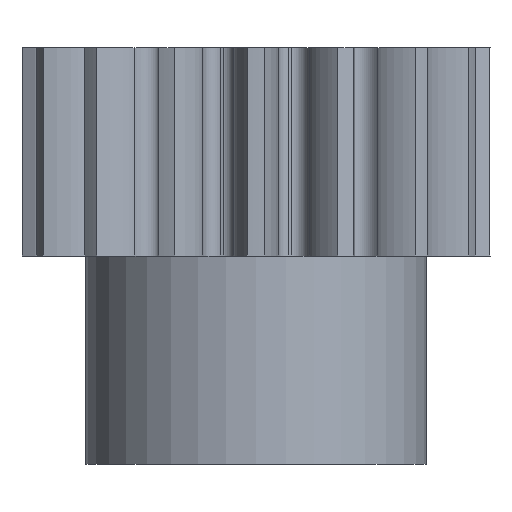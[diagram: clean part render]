
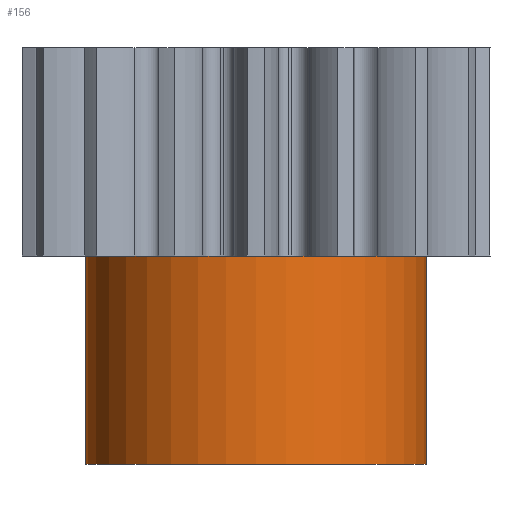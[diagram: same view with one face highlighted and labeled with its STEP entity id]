
A CAD part, front view. The second image highlights one B-rep face of the part: STEP entity #156.
In plain terms, the highlighted cylindrical face has radius 5.199 mm (diameter 10.399 mm), a partial arc.
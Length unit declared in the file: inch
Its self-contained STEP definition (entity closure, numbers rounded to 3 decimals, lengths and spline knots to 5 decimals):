
#156 = ADVANCED_FACE ( 'NONE', ( #10870 ), #7449, .T. ) ;
#183 = CARTESIAN_POINT ( 'NONE',  ( 0., 0., 0. ) ) ;
#1200 = CARTESIAN_POINT ( 'NONE',  ( 0.2047, 0., -0.25 ) ) ;
#1372 = VERTEX_POINT ( 'NONE', #9823 ) ;
#1699 = ORIENTED_EDGE ( 'NONE', *, *, #12257, .T. ) ;
#1804 = DIRECTION ( 'NONE',  ( 1., 0., 0. ) ) ;
#1849 = CARTESIAN_POINT ( 'NONE',  ( 0., 0., -0.25 ) ) ;
#1925 = CIRCLE ( 'NONE', #7793, 0.2047 ) ;
#1953 = LINE ( 'NONE', #12883, #13761 ) ;
#2073 = ORIENTED_EDGE ( 'NONE', *, *, #3526, .F. ) ;
#2808 = DIRECTION ( 'NONE',  ( 0., 0., -1. ) ) ;
#3032 = VERTEX_POINT ( 'NONE', #3803 ) ;
#3526 = EDGE_CURVE ( 'NONE', #11927, #3696, #1925, .T. ) ;
#3696 = VERTEX_POINT ( 'NONE', #4115 ) ;
#3803 = CARTESIAN_POINT ( 'NONE',  ( -0.2047, 0., 0. ) ) ;
#3956 = CIRCLE ( 'NONE', #6867, 0.2047 ) ;
#4115 = CARTESIAN_POINT ( 'NONE',  ( -0.2047, 0., -0.25 ) ) ;
#4530 = ORIENTED_EDGE ( 'NONE', *, *, #5978, .F. ) ;
#4694 = EDGE_LOOP ( 'NONE', ( #4530, #2073, #1699, #6353 ) ) ;
#5216 = DIRECTION ( 'NONE',  ( 0., 0., 1. ) ) ;
#5947 = DIRECTION ( 'NONE',  ( -1., 0., 0. ) ) ;
#5978 = EDGE_CURVE ( 'NONE', #3696, #3032, #1953, .T. ) ;
#6270 = CARTESIAN_POINT ( 'NONE',  ( 0.2047, 0., -0.25 ) ) ;
#6353 = ORIENTED_EDGE ( 'NONE', *, *, #8931, .T. ) ;
#6867 = AXIS2_PLACEMENT_3D ( 'NONE', #183, #11712, #5947 ) ;
#7186 = DIRECTION ( 'NONE',  ( 0., 0., 1. ) ) ;
#7449 = CYLINDRICAL_SURFACE ( 'NONE', #13678, 0.2047 ) ;
#7701 = LINE ( 'NONE', #6270, #10773 ) ;
#7793 = AXIS2_PLACEMENT_3D ( 'NONE', #11866, #2808, #9665 ) ;
#8664 = DIRECTION ( 'NONE',  ( 0., 0., 1. ) ) ;
#8931 = EDGE_CURVE ( 'NONE', #1372, #3032, #3956, .T. ) ;
#9665 = DIRECTION ( 'NONE',  ( -1., 0., 0. ) ) ;
#9823 = CARTESIAN_POINT ( 'NONE',  ( 0.2047, 0., 0. ) ) ;
#10773 = VECTOR ( 'NONE', #5216, 39.37008 ) ;
#10870 = FACE_OUTER_BOUND ( 'NONE', #4694, .T. ) ;
#11712 = DIRECTION ( 'NONE',  ( 0., 0., -1. ) ) ;
#11866 = CARTESIAN_POINT ( 'NONE',  ( 0., 0., -0.25 ) ) ;
#11927 = VERTEX_POINT ( 'NONE', #1200 ) ;
#12257 = EDGE_CURVE ( 'NONE', #11927, #1372, #7701, .T. ) ;
#12883 = CARTESIAN_POINT ( 'NONE',  ( -0.2047, 0., -0.25 ) ) ;
#13678 = AXIS2_PLACEMENT_3D ( 'NONE', #1849, #8664, #1804 ) ;
#13761 = VECTOR ( 'NONE', #7186, 39.37008 ) ;
